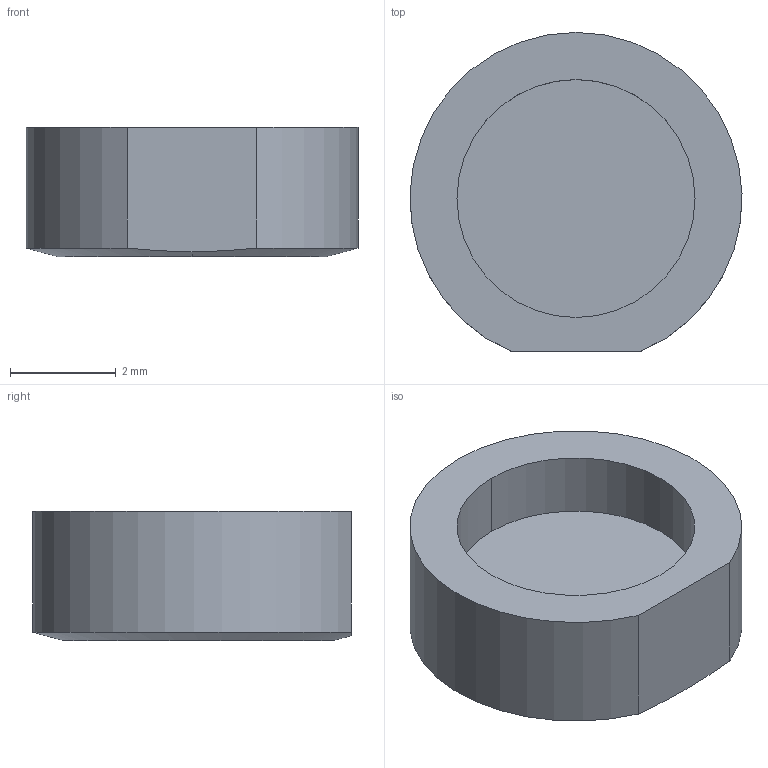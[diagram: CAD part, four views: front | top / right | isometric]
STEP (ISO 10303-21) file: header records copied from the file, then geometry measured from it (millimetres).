
FILE_DESCRIPTION (( 'STEP AP203' ), '1' );
FILE_NAME ('2013-E0W.STEP', '2013-07-24T15:25:07', ( 'Admin' ), ( 'Thorlabs, Inc.' ), 'SwSTEP 2.0', 'SolidWorks 2012', '' );
FILE_SCHEMA (( 'CONFIG_CONTROL_DESIGN' ));
Length unit declared in the file: inch
Products named in the file (1): 2013-E0W
Bounding box: 6.28 x 6.03 x 2.44 mm (x, y, z)
Volume: 50 mm3; surface area: 129.5 mm2
Topology: 1 solids, 1 shells, 13 faces, 28 edges, 17 vertices
Faces by surface type: cylinder 5, plane 4, bspline 2, cone 2
Entity records: 450 total; most frequent: CARTESIAN_POINT 99, DIRECTION 59, ORIENTED_EDGE 52, EDGE_CURVE 26, AXIS2_PLACEMENT_3D 25, VERTEX_POINT 17, EDGE_LOOP 15, ADVANCED_FACE 13
